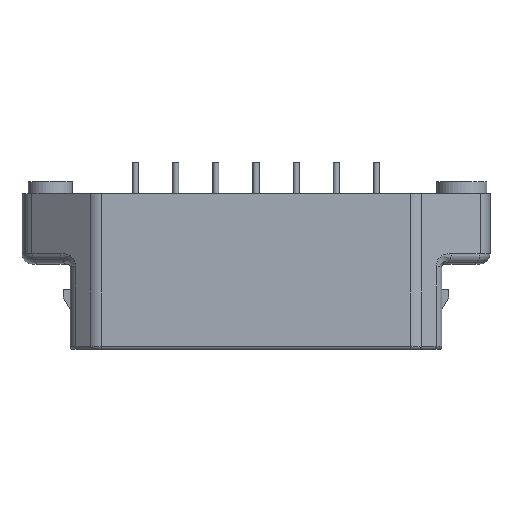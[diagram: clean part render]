
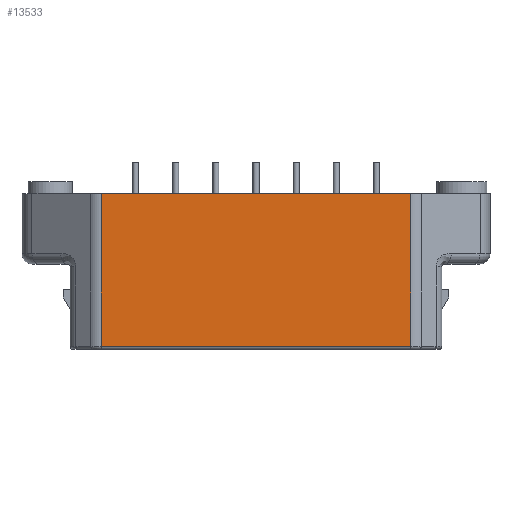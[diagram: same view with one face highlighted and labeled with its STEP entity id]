
A CAD part, top view. The second image highlights one B-rep face of the part: STEP entity #13533.
In plain terms, the highlighted planar face has unit normal (0, 0, 1).
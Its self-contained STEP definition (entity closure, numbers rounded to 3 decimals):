
#1914=DIRECTION('',(1.,0.,0.));
#1915=VECTOR('',#1914,30.824);
#1916=CARTESIAN_POINT('',(-15.412,15.5,7.5));
#1917=LINE('',#1916,#1915);
#3556=DIRECTION('',(-1.,0.,0.));
#3557=VECTOR('',#3556,30.824);
#3558=CARTESIAN_POINT('',(15.412,0.3,7.5));
#3559=LINE('',#3558,#3557);
#3560=DIRECTION('',(0.,-1.,0.));
#3561=VECTOR('',#3560,15.2);
#3562=CARTESIAN_POINT('',(-15.412,15.5,7.5));
#3563=LINE('',#3562,#3561);
#3564=DIRECTION('',(0.,-1.,0.));
#3565=VECTOR('',#3564,15.2);
#3566=CARTESIAN_POINT('',(15.412,15.5,7.5));
#3567=LINE('',#3566,#3565);
#5843=CARTESIAN_POINT('',(15.412,15.5,7.5));
#5845=VERTEX_POINT('',#5843);
#5856=CARTESIAN_POINT('',(-15.412,15.5,7.5));
#5858=VERTEX_POINT('',#5856);
#5895=CARTESIAN_POINT('',(-15.412,0.3,7.5));
#5897=VERTEX_POINT('',#5895);
#5953=CARTESIAN_POINT('',(15.412,0.3,7.5));
#5954=VERTEX_POINT('',#5953);
#13521=CARTESIAN_POINT('',(-16.,0.,7.5));
#13522=DIRECTION('',(0.,0.,1.));
#13523=DIRECTION('',(1.,0.,0.));
#13524=AXIS2_PLACEMENT_3D('',#13521,#13522,#13523);
#13525=PLANE('',#13524);
#13527=ORIENTED_EDGE('',*,*,#13526,.T.);
#13528=ORIENTED_EDGE('',*,*,#13509,.F.);
#13529=ORIENTED_EDGE('',*,*,#9821,.T.);
#13530=ORIENTED_EDGE('',*,*,#11767,.T.);
#13531=EDGE_LOOP('',(#13527,#13528,#13529,#13530));
#13532=FACE_OUTER_BOUND('',#13531,.F.);
#9821=EDGE_CURVE('',#5858,#5845,#1917,.T.);
#11767=EDGE_CURVE('',#5845,#5954,#3567,.T.);
#13509=EDGE_CURVE('',#5858,#5897,#3563,.T.);
#13526=EDGE_CURVE('',#5954,#5897,#3559,.T.);
#13533=ADVANCED_FACE('',(#13532),#13525,.T.);
